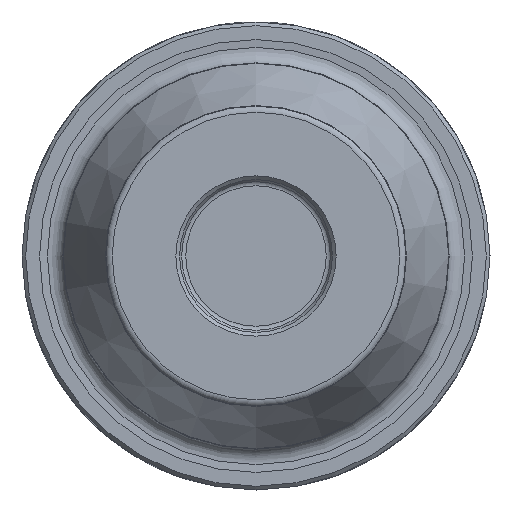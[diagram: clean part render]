
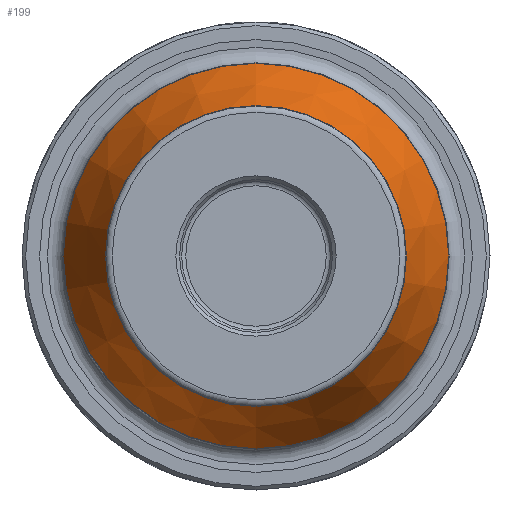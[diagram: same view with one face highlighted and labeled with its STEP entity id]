
A CAD part, left-side view. The second image highlights one B-rep face of the part: STEP entity #199.
In plain terms, the highlighted conical face has half-angle 25 degrees and reference radius 20.245 mm.
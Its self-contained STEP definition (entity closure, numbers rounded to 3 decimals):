
#109=CONICAL_SURFACE('',#832,20.245,25.);
#199=ADVANCED_FACE('',(#295,#296),#109,.T.);
#295=FACE_BOUND('',#382,.T.);
#296=FACE_BOUND('',#383,.T.);
#382=EDGE_LOOP('',(#550));
#383=EDGE_LOOP('',(#551));
#550=ORIENTED_EDGE('',*,*,#713,.T.);
#551=ORIENTED_EDGE('',*,*,#714,.F.);
#629=VERTEX_POINT('',#2037);
#630=VERTEX_POINT('',#2040);
#713=EDGE_CURVE('',#629,#629,#742,.T.);
#714=EDGE_CURVE('',#630,#630,#743,.T.);
#742=CIRCLE('',#829,25.934);
#743=CIRCLE('',#831,20.245);
#829=AXIS2_PLACEMENT_3D('',#2036,#1011,#1012);
#831=AXIS2_PLACEMENT_3D('',#2039,#1015,#1016);
#832=AXIS2_PLACEMENT_3D('',#2041,#1017,#1018);
#1011=DIRECTION('',(-1.,0.,0.));
#1012=DIRECTION('',(0.,0.,-1.));
#1015=DIRECTION('',(-1.,0.,0.));
#1016=DIRECTION('',(0.,0.,-1.));
#1017=DIRECTION('',(1.,0.,0.));
#1018=DIRECTION('',(0.,0.,-1.));
#2036=CARTESIAN_POINT('',(12.726,0.,0.));
#2037=CARTESIAN_POINT('',(12.726,0.,-25.934));
#2039=CARTESIAN_POINT('',(0.526,0.,0.));
#2040=CARTESIAN_POINT('',(0.526,0.,-20.245));
#2041=CARTESIAN_POINT('',(0.526,0.,0.));
